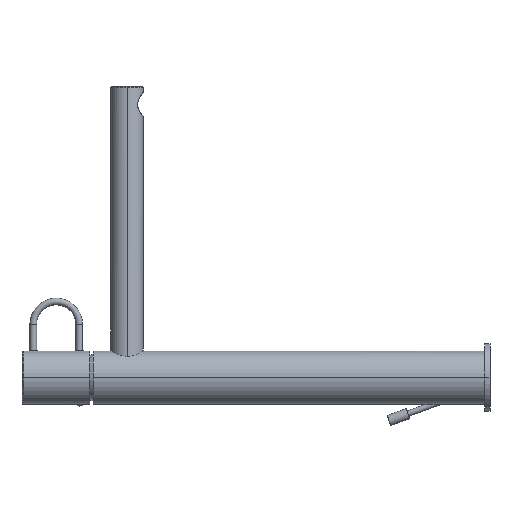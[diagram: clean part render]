
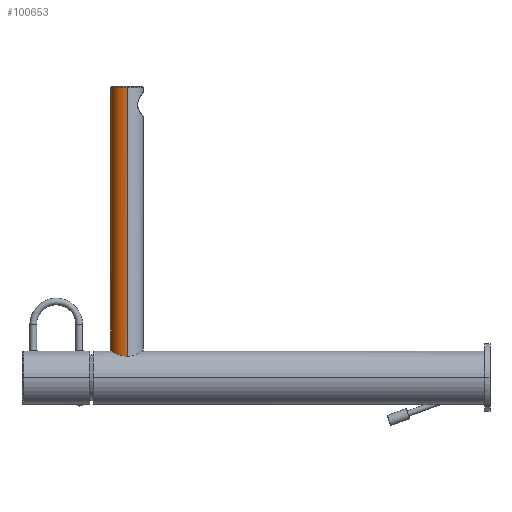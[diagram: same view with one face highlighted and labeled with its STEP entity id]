
A CAD part, left-side view. The second image highlights one B-rep face of the part: STEP entity #100653.
In plain terms, the highlighted cylindrical face has radius 12 mm (diameter 24 mm), a partial arc.
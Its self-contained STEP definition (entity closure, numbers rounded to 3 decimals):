
#33763=DIRECTION('',(0.,0.,1.));
#33764=VECTOR('',#33763,199.7);
#33765=CARTESIAN_POINT('',(-12.,265.,15.686));
#33766=LINE('',#33765,#33764);
#34081=DIRECTION('',(0.,0.,1.));
#34082=VECTOR('',#34081,199.7);
#34083=CARTESIAN_POINT('',(12.,265.,15.686));
#34084=LINE('',#34083,#34082);
#34090=CARTESIAN_POINT('',(12.,265.,15.686));
#34091=CARTESIAN_POINT('',(12.,265.124,15.686));
#34092=CARTESIAN_POINT('',(11.996,265.371,15.689));
#34093=CARTESIAN_POINT('',(11.979,265.742,15.702));
#34094=CARTESIAN_POINT('',(11.95,266.114,15.724));
#34095=CARTESIAN_POINT('',(11.909,266.487,15.755));
#34096=CARTESIAN_POINT('',(11.857,266.862,15.795));
#34097=CARTESIAN_POINT('',(11.792,267.238,15.844));
#34098=CARTESIAN_POINT('',(11.714,267.615,15.901));
#34099=CARTESIAN_POINT('',(11.623,267.995,15.968));
#34100=CARTESIAN_POINT('',(11.518,268.376,16.044));
#34101=CARTESIAN_POINT('',(11.399,268.758,16.129));
#34102=CARTESIAN_POINT('',(11.265,269.142,16.223));
#34103=CARTESIAN_POINT('',(11.116,269.527,16.325));
#34104=CARTESIAN_POINT('',(10.951,269.912,16.436));
#34105=CARTESIAN_POINT('',(10.771,270.297,16.555));
#34106=CARTESIAN_POINT('',(10.574,270.68,16.682));
#34107=CARTESIAN_POINT('',(10.361,271.06,16.815));
#34108=CARTESIAN_POINT('',(10.131,271.436,16.954));
#34109=CARTESIAN_POINT('',(9.886,271.808,17.099));
#34110=CARTESIAN_POINT('',(9.625,272.172,17.247));
#34111=CARTESIAN_POINT('',(9.349,272.528,17.398));
#34112=CARTESIAN_POINT('',(9.059,272.874,17.551));
#34113=CARTESIAN_POINT('',(8.756,273.209,17.704));
#34114=CARTESIAN_POINT('',(8.442,273.533,17.856));
#34115=CARTESIAN_POINT('',(8.116,273.843,18.007));
#34116=CARTESIAN_POINT('',(7.78,274.14,18.154));
#34117=CARTESIAN_POINT('',(7.436,274.422,18.298));
#34118=CARTESIAN_POINT('',(7.084,274.689,18.437));
#34119=CARTESIAN_POINT('',(6.725,274.941,18.571));
#34120=CARTESIAN_POINT('',(6.361,275.178,18.699));
#34121=CARTESIAN_POINT('',(5.992,275.4,18.82));
#34122=CARTESIAN_POINT('',(5.618,275.606,18.935));
#34123=CARTESIAN_POINT('',(5.241,275.798,19.043));
#34124=CARTESIAN_POINT('',(4.861,275.974,19.144));
#34125=CARTESIAN_POINT('',(4.479,276.135,19.237));
#34126=CARTESIAN_POINT('',(4.095,276.282,19.322));
#34127=CARTESIAN_POINT('',(3.709,276.415,19.4));
#34128=CARTESIAN_POINT('',(3.321,276.534,19.47));
#34129=CARTESIAN_POINT('',(2.932,276.638,19.532));
#34130=CARTESIAN_POINT('',(2.543,276.73,19.587));
#34131=CARTESIAN_POINT('',(2.153,276.808,19.634));
#34132=CARTESIAN_POINT('',(1.763,276.872,19.672));
#34133=CARTESIAN_POINT('',(1.372,276.923,19.704));
#34134=CARTESIAN_POINT('',(0.98,276.962,
19.727));
#34135=CARTESIAN_POINT('',(0.588,276.988,
19.743));
#34136=CARTESIAN_POINT('',(0.196,277.001,
19.75));
#34137=CARTESIAN_POINT('',(-0.196,277.001,
19.75));
#34138=CARTESIAN_POINT('',(-0.588,276.988,
19.743));
#34139=CARTESIAN_POINT('',(-0.98,276.962,
19.727));
#34140=CARTESIAN_POINT('',(-1.372,276.923,
19.704));
#34141=CARTESIAN_POINT('',(-1.763,276.872,
19.672));
#34142=CARTESIAN_POINT('',(-2.153,276.808,
19.634));
#34143=CARTESIAN_POINT('',(-2.543,276.73,
19.587));
#34144=CARTESIAN_POINT('',(-2.932,276.638,
19.532));
#34145=CARTESIAN_POINT('',(-3.321,276.534,
19.47));
#34146=CARTESIAN_POINT('',(-3.709,276.415,
19.4));
#34147=CARTESIAN_POINT('',(-4.095,276.282,
19.322));
#34148=CARTESIAN_POINT('',(-4.479,276.135,
19.237));
#34149=CARTESIAN_POINT('',(-4.861,275.974,
19.144));
#34150=CARTESIAN_POINT('',(-5.241,275.798,
19.043));
#34151=CARTESIAN_POINT('',(-5.618,275.606,
18.935));
#34152=CARTESIAN_POINT('',(-5.992,275.4,
18.82));
#34153=CARTESIAN_POINT('',(-6.361,275.178,
18.699));
#34154=CARTESIAN_POINT('',(-6.725,274.941,
18.571));
#34155=CARTESIAN_POINT('',(-7.084,274.689,
18.437));
#34156=CARTESIAN_POINT('',(-7.436,274.422,
18.298));
#34157=CARTESIAN_POINT('',(-7.78,274.14,
18.154));
#34158=CARTESIAN_POINT('',(-8.116,273.843,
18.007));
#34159=CARTESIAN_POINT('',(-8.442,273.533,
17.856));
#34160=CARTESIAN_POINT('',(-8.756,273.209,
17.704));
#34161=CARTESIAN_POINT('',(-9.059,272.874,
17.551));
#34162=CARTESIAN_POINT('',(-9.349,272.528,
17.398));
#34163=CARTESIAN_POINT('',(-9.625,272.172,
17.247));
#34164=CARTESIAN_POINT('',(-9.886,271.808,
17.099));
#34165=CARTESIAN_POINT('',(-10.131,271.436,
16.954));
#34166=CARTESIAN_POINT('',(-10.361,271.06,
16.815));
#34167=CARTESIAN_POINT('',(-10.574,270.68,
16.682));
#34168=CARTESIAN_POINT('',(-10.771,270.297,
16.555));
#34169=CARTESIAN_POINT('',(-10.951,269.912,
16.436));
#34170=CARTESIAN_POINT('',(-11.116,269.527,
16.325));
#34171=CARTESIAN_POINT('',(-11.265,269.142,
16.223));
#34172=CARTESIAN_POINT('',(-11.399,268.758,
16.129));
#34173=CARTESIAN_POINT('',(-11.518,268.376,
16.044));
#34174=CARTESIAN_POINT('',(-11.623,267.995,
15.968));
#34175=CARTESIAN_POINT('',(-11.714,267.615,
15.901));
#34176=CARTESIAN_POINT('',(-11.792,267.238,
15.844));
#34177=CARTESIAN_POINT('',(-11.857,266.862,
15.795));
#34178=CARTESIAN_POINT('',(-11.909,266.487,
15.755));
#34179=CARTESIAN_POINT('',(-11.95,266.114,
15.724));
#34180=CARTESIAN_POINT('',(-11.979,265.742,
15.702));
#34181=CARTESIAN_POINT('',(-11.996,265.371,
15.689));
#34182=CARTESIAN_POINT('',(-12.,265.124,15.686));
#34183=CARTESIAN_POINT('',(-12.,265.,15.686));
#44558=CARTESIAN_POINT('',(0.,265.,215.386));
#44559=DIRECTION('',(0.,0.,-1.));
#44560=DIRECTION('',(-1.,0.,0.));
#44561=AXIS2_PLACEMENT_3D('',#44558,#44559,#44560);
#59549=CARTESIAN_POINT('',(12.,265.,215.386));
#59551=VERTEX_POINT('',#59549);
#59553=CARTESIAN_POINT('',(-12.,265.,215.386));
#59554=VERTEX_POINT('',#59553);
#59563=VERTEX_POINT('',#34090);
#59564=VERTEX_POINT('',#34183);
#100640=CARTESIAN_POINT('',(0.,265.,15.686));
#100641=DIRECTION('',(0.,0.,1.));
#100642=DIRECTION('',(1.,0.,0.));
#100643=AXIS2_PLACEMENT_3D('',#100640,#100641,#100642);
#100644=CYLINDRICAL_SURFACE('',#100643,12.);
#100646=ORIENTED_EDGE('',*,*,#100645,.F.);
#100647=ORIENTED_EDGE('',*,*,#100615,.T.);
#100649=ORIENTED_EDGE('',*,*,#100648,.F.);
#100650=ORIENTED_EDGE('',*,*,#100609,.F.);
#100651=EDGE_LOOP('',(#100646,#100647,#100649,#100650));
#100652=FACE_OUTER_BOUND('',#100651,.F.);
#100653=ADVANCED_FACE('',(#100652),#100644,.T.);
#34184=B_SPLINE_CURVE_WITH_KNOTS('',3,(#34090,#34091,#34092,#34093,#34094,
#34095,#34096,#34097,#34098,#34099,#34100,#34101,#34102,#34103,#34104,#34105,
#34106,#34107,#34108,#34109,#34110,#34111,#34112,#34113,#34114,#34115,#34116,
#34117,#34118,#34119,#34120,#34121,#34122,#34123,#34124,#34125,#34126,#34127,
#34128,#34129,#34130,#34131,#34132,#34133,#34134,#34135,#34136,#34137,#34138,
#34139,#34140,#34141,#34142,#34143,#34144,#34145,#34146,#34147,#34148,#34149,
#34150,#34151,#34152,#34153,#34154,#34155,#34156,#34157,#34158,#34159,#34160,
#34161,#34162,#34163,#34164,#34165,#34166,#34167,#34168,#34169,#34170,#34171,
#34172,#34173,#34174,#34175,#34176,#34177,#34178,#34179,#34180,#34181,#34182,
#34183),.UNSPECIFIED.,.F.,.F.,(4,1,1,1,1,1,1,1,1,1,1,1,1,1,1,1,1,1,1,1,1,1,1,1,
1,1,1,1,1,1,1,1,1,1,1,1,1,1,1,1,1,1,1,1,1,1,1,1,1,1,1,1,1,1,1,1,1,1,1,1,1,1,1,1,
1,1,1,1,1,1,1,1,1,1,1,1,1,1,1,1,1,1,1,1,1,1,1,1,1,1,1,4),(0.,
0.011,0.022,0.033,0.044,
0.055,0.066,0.077,0.088,
0.099,0.11,0.121,0.132,
0.143,0.154,0.165,0.176,
0.187,0.198,0.209,0.22,
0.231,0.242,0.253,0.264,
0.275,0.286,0.297,0.308,
0.319,0.33,0.341,0.352,
0.363,0.374,0.385,0.396,
0.407,0.418,0.429,0.44,
0.451,0.462,0.473,0.484,
0.495,0.505,0.516,0.527,
0.538,0.549,0.56,0.571,
0.582,0.593,0.604,0.615,
0.626,0.637,0.648,0.659,
0.67,0.681,0.692,0.703,
0.714,0.725,0.736,0.747,
0.758,0.769,0.78,0.791,
0.802,0.813,0.824,0.835,
0.846,0.857,0.868,0.879,
0.89,0.901,0.912,0.923,
0.934,0.945,0.956,0.967,
0.978,0.989,1.),.UNSPECIFIED.);
#44562=CIRCLE('',#44561,12.);
#100609=EDGE_CURVE('',#59564,#59554,#33766,.T.);
#100615=EDGE_CURVE('',#59563,#59551,#34084,.T.);
#100645=EDGE_CURVE('',#59563,#59564,#34184,.T.);
#100648=EDGE_CURVE('',#59554,#59551,#44562,.T.);
